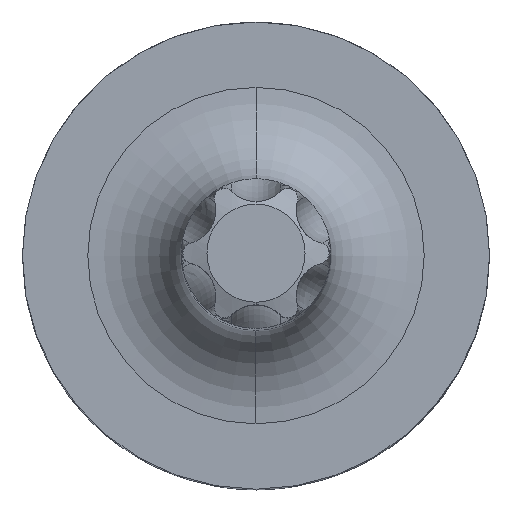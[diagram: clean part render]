
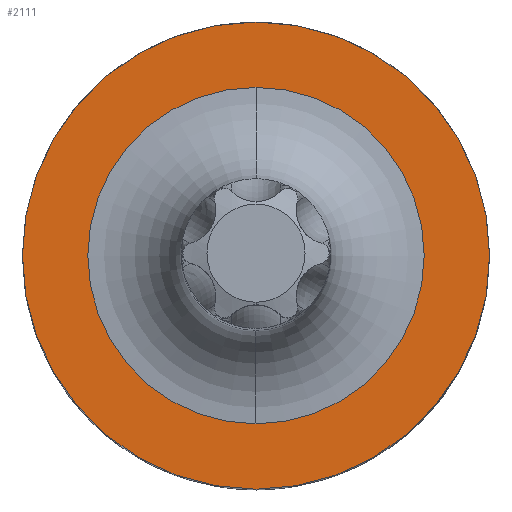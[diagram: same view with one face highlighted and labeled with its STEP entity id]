
A CAD part, top view. The second image highlights one B-rep face of the part: STEP entity #2111.
In plain terms, the highlighted planar face has unit normal (0, 0, 1).
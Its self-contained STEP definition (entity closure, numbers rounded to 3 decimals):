
#386=CARTESIAN_POINT('',(0.,0.,25.));
#387=DIRECTION('',(0.,0.,1.));
#388=DIRECTION('',(1.,0.,0.));
#389=AXIS2_PLACEMENT_3D('',#386,#387,#388);
#391=CARTESIAN_POINT('',(0.,0.,25.));
#392=DIRECTION('',(0.,0.,1.));
#393=DIRECTION('',(-1.,0.,0.));
#394=AXIS2_PLACEMENT_3D('',#391,#392,#393);
#396=CARTESIAN_POINT('',(0.,0.,25.));
#397=DIRECTION('',(0.,0.,1.));
#398=DIRECTION('',(0.,1.,0.));
#399=AXIS2_PLACEMENT_3D('',#396,#397,#398);
#401=CARTESIAN_POINT('',(0.,0.,25.));
#402=DIRECTION('',(0.,0.,1.));
#403=DIRECTION('',(0.,-1.,0.));
#404=AXIS2_PLACEMENT_3D('',#401,#402,#403);
#1602=CARTESIAN_POINT('',(12.5,0.,25.));
#1603=CARTESIAN_POINT('',(-12.5,0.,25.));
#1604=VERTEX_POINT('',#1602);
#1605=VERTEX_POINT('',#1603);
#1697=CARTESIAN_POINT('',(0.,9.,25.));
#1698=CARTESIAN_POINT('',(0.,-9.,25.));
#1699=VERTEX_POINT('',#1697);
#1700=VERTEX_POINT('',#1698);
#2096=CARTESIAN_POINT('',(0.,0.,25.));
#2097=DIRECTION('',(0.,0.,1.));
#2098=DIRECTION('',(1.,0.,0.));
#2099=AXIS2_PLACEMENT_3D('',#2096,#2097,#2098);
#2100=PLANE('',#2099);
#2101=ORIENTED_EDGE('',*,*,#1941,.F.);
#2102=ORIENTED_EDGE('',*,*,#2048,.F.);
#2103=EDGE_LOOP('',(#2101,#2102));
#2104=FACE_OUTER_BOUND('',#2103,.F.);
#2106=ORIENTED_EDGE('',*,*,#2105,.T.);
#2108=ORIENTED_EDGE('',*,*,#2107,.T.);
#2109=EDGE_LOOP('',(#2106,#2108));
#2110=FACE_BOUND('',#2109,.F.);
#2111=ADVANCED_FACE('',(#2104,#2110),#2100,.T.);
#390=CIRCLE('',#389,12.5);
#395=CIRCLE('',#394,12.5);
#400=CIRCLE('',#399,9.);
#405=CIRCLE('',#404,9.);
#1941=EDGE_CURVE('',#1604,#1605,#390,.T.);
#2048=EDGE_CURVE('',#1605,#1604,#395,.T.);
#2105=EDGE_CURVE('',#1699,#1700,#400,.T.);
#2107=EDGE_CURVE('',#1700,#1699,#405,.T.);
